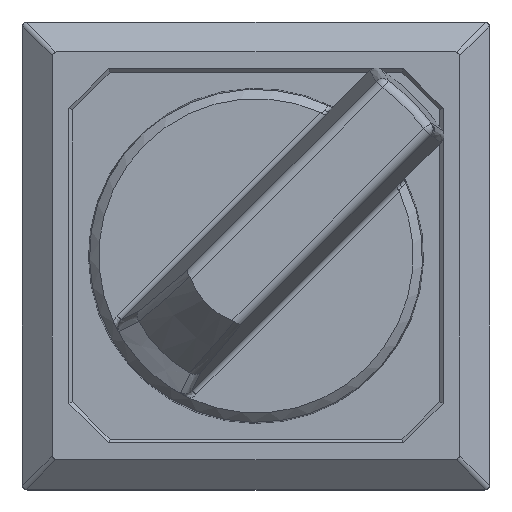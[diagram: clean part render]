
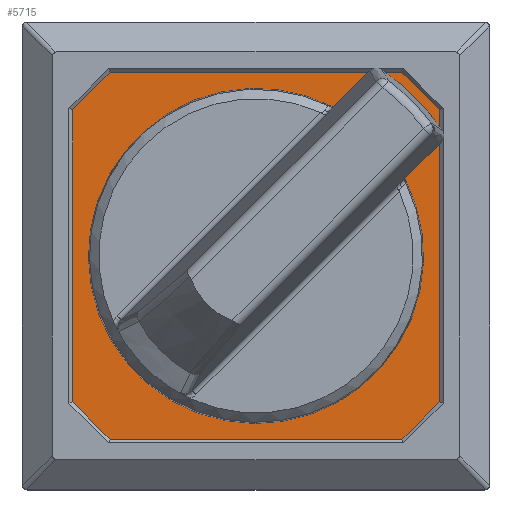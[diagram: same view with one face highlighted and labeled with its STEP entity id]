
A CAD part, top view. The second image highlights one B-rep face of the part: STEP entity #5715.
In plain terms, the highlighted planar face has unit normal (0, 0, 1).
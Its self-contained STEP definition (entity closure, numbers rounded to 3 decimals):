
#300=LINE('',#8441,#806);
#303=LINE('',#8446,#809);
#583=LINE('',#10116,#1089);
#606=LINE('',#10361,#1112);
#608=LINE('',#10364,#1114);
#610=LINE('',#10370,#1116);
#806=VECTOR('',#6780,10.);
#809=VECTOR('',#6785,10.);
#1089=VECTOR('',#7625,10.);
#1112=VECTOR('',#7724,10.);
#1114=VECTOR('',#7728,10.);
#1116=VECTOR('',#7736,10.);
#1261=FACE_BOUND('',#1862,.T.);
#1527=FACE_OUTER_BOUND('',#1861,.T.);
#1861=EDGE_LOOP('',(#4953,#4954,#4955,#4956));
#1862=EDGE_LOOP('',(#4957,#4958,#4959,#4960));
#2097=CIRCLE('',#6192,8.957);
#2117=CIRCLE('',#6266,8.965);
#2304=VERTEX_POINT('',#8439);
#2305=VERTEX_POINT('',#8440);
#2306=VERTEX_POINT('',#8445);
#2583=VERTEX_POINT('',#9472);
#2584=VERTEX_POINT('',#9473);
#2622=VERTEX_POINT('',#10115);
#2634=VERTEX_POINT('',#10360);
#2635=VERTEX_POINT('',#10366);
#2913=EDGE_CURVE('',#2304,#2305,#300,.T.);
#2916=EDGE_CURVE('',#2306,#2304,#303,.T.);
#3327=EDGE_CURVE('',#2583,#2584,#2097,.T.);
#3393=EDGE_CURVE('',#2622,#2583,#583,.T.);
#3430=EDGE_CURVE('',#2634,#2306,#606,.T.);
#3432=EDGE_CURVE('',#2305,#2634,#608,.T.);
#3433=EDGE_CURVE('',#2635,#2622,#2117,.T.);
#3435=EDGE_CURVE('',#2584,#2635,#610,.T.);
#4953=ORIENTED_EDGE('',*,*,#2916,.F.);
#4954=ORIENTED_EDGE('',*,*,#3430,.F.);
#4955=ORIENTED_EDGE('',*,*,#3432,.F.);
#4956=ORIENTED_EDGE('',*,*,#2913,.F.);
#4957=ORIENTED_EDGE('',*,*,#3393,.F.);
#4958=ORIENTED_EDGE('',*,*,#3433,.F.);
#4959=ORIENTED_EDGE('',*,*,#3435,.F.);
#4960=ORIENTED_EDGE('',*,*,#3327,.F.);
#5410=PLANE('',#6268);
#5715=ADVANCED_FACE('',(#1527,#1261),#5410,.T.);
#6192=AXIS2_PLACEMENT_3D('',#9474,#7539,#7540);
#6266=AXIS2_PLACEMENT_3D('',#10367,#7731,#7732);
#6268=AXIS2_PLACEMENT_3D('',#10371,#7737,#7738);
#6780=DIRECTION('',(1.,0.,0.));
#6785=DIRECTION('',(0.,1.,0.));
#7539=DIRECTION('center_axis',(0.,0.,1.));
#7540=DIRECTION('ref_axis',(0.707,-0.707,0.));
#7625=DIRECTION('',(-0.707,-0.707,0.));
#7724=DIRECTION('',(-1.,0.,0.));
#7728=DIRECTION('',(0.,-1.,0.));
#7731=DIRECTION('center_axis',(0.,0.,1.));
#7732=DIRECTION('ref_axis',(0.887,0.461,0.));
#7736=DIRECTION('',(0.707,0.707,0.));
#7737=DIRECTION('center_axis',(0.,0.,1.));
#7738=DIRECTION('ref_axis',(1.,0.,0.));
#8439=CARTESIAN_POINT('',(-9.644,9.769,25.23));
#8440=CARTESIAN_POINT('',(10.556,9.769,25.23));
#8441=CARTESIAN_POINT('',(-4.594,9.769,25.23));
#8445=CARTESIAN_POINT('',(-9.644,-10.431,25.23));
#8446=CARTESIAN_POINT('',(-9.644,-5.381,25.23));
#9472=CARTESIAN_POINT('',(4.586,7.617,25.23));
#9473=CARTESIAN_POINT('',(8.404,3.799,25.23));
#9474=CARTESIAN_POINT('Origin',(0.456,-0.331,25.23));
#10115=CARTESIAN_POINT('',(4.592,7.623,25.23));
#10116=CARTESIAN_POINT('',(1.569,4.601,25.23));
#10360=CARTESIAN_POINT('',(10.556,-10.431,25.23));
#10361=CARTESIAN_POINT('',(5.506,-10.431,25.23));
#10364=CARTESIAN_POINT('',(10.556,4.719,25.23));
#10366=CARTESIAN_POINT('',(8.41,3.805,25.23));
#10367=CARTESIAN_POINT('Origin',(0.456,-0.331,25.23));
#10370=CARTESIAN_POINT('',(5.178,0.572,25.23));
#10371=CARTESIAN_POINT('Origin',(0.456,-0.331,25.23));
